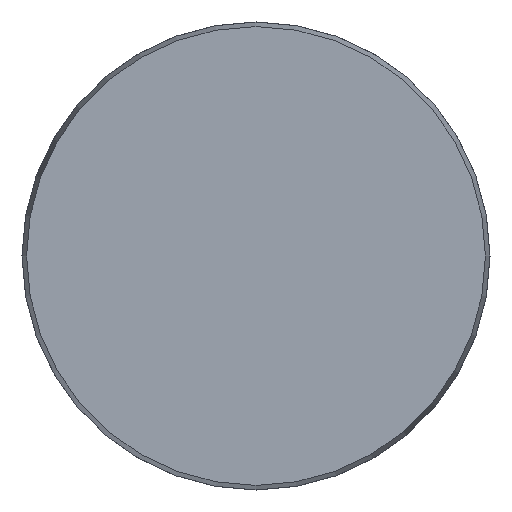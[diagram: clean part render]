
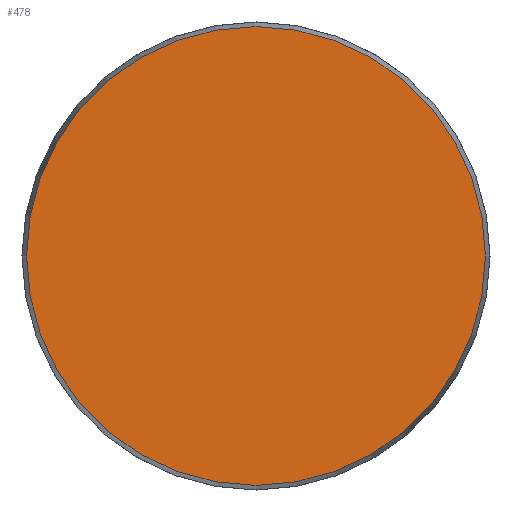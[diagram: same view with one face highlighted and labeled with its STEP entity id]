
A CAD part, front view. The second image highlights one B-rep face of the part: STEP entity #478.
In plain terms, the highlighted planar face has unit normal (0, -1, 0).
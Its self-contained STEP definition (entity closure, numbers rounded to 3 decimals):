
#13 = VERTEX_POINT ( 'NONE', #714 ) ;
#68 = CARTESIAN_POINT ( 'NONE',  ( 0., 0., 0. ) ) ;
#279 = EDGE_CURVE ( 'NONE', #13, #13, #712, .T. ) ;
#319 = EDGE_LOOP ( 'NONE', ( #500 ) ) ;
#345 = PLANE ( 'NONE',  #650 ) ;
#404 = FACE_OUTER_BOUND ( 'NONE', #319, .T. ) ;
#449 = DIRECTION ( 'NONE',  ( 0., 0., 1. ) ) ;
#456 = DIRECTION ( 'NONE',  ( 0., 1., 0. ) ) ;
#478 = ADVANCED_FACE ( 'NONE', ( #404 ), #345, .F. ) ;
#500 = ORIENTED_EDGE ( 'NONE', *, *, #279, .T. ) ;
#512 = AXIS2_PLACEMENT_3D ( 'NONE', #68, #541, #532 ) ;
#532 = DIRECTION ( 'NONE',  ( 0., 0., -1. ) ) ;
#541 = DIRECTION ( 'NONE',  ( 0., -1., 0. ) ) ;
#650 = AXIS2_PLACEMENT_3D ( 'NONE', #702, #456, #449 ) ;
#702 = CARTESIAN_POINT ( 'NONE',  ( -28.425, 0., 0. ) ) ;
#712 = CIRCLE ( 'NONE', #512, 28.425 ) ;
#714 = CARTESIAN_POINT ( 'NONE',  ( 0., 0., -28.425 ) ) ;
